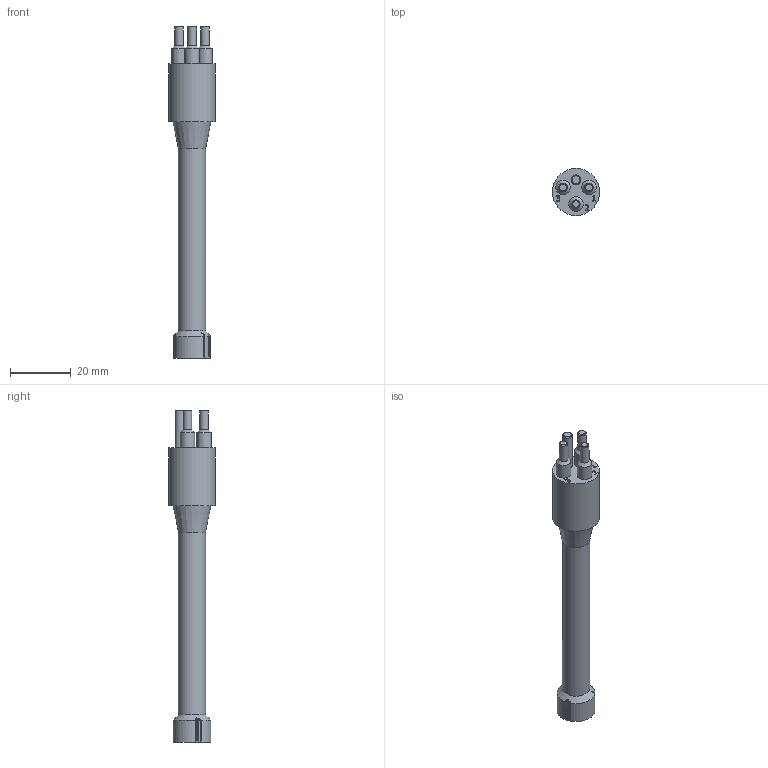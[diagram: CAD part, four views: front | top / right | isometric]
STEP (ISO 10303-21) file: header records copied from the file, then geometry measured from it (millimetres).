
FILE_DESCRIPTION(/* description */ (''),/* implementation_level */ '2;1');
FILE_NAME(/* name */ 'MCDC3M.stp',/* time_stamp */ '2014-11-26T08:55:26+01:00',/* author */ ('sh'),/* organization */ (''),/* preprocessor_version */ 'ST-DEVELOPER v15.2',/* originating_system */ 'Autodesk Inventor 2014',/* authorisation */ '');
FILE_SCHEMA (('AUTOMOTIVE_DESIGN { 1 0 10303 214 3 1 1 }'));
Length unit declared in the file: millimetre
Products named in the file (1): MCDC3M
Bounding box: 15.5 x 15.5 x 109.5 mm (x, y, z)
Volume: 9799.3 mm3; surface area: 4226.9 mm2
Topology: 1 solids, 1 shells, 158 faces, 432 edges, 284 vertices
Faces by surface type: bspline 68, plane 55, cylinder 20, cone 15
Full cylindrical faces by diameter (mm): 2.8 x3, 3.2 x1, 4.8 x3, 9 x1, 15.5 x1
Entity records: 5654 total; most frequent: CARTESIAN_POINT 2228, ORIENTED_EDGE 820, DIRECTION 449, EDGE_CURVE 410, VERTEX_POINT 281, EDGE_LOOP 183, LINE 179, VECTOR 179
